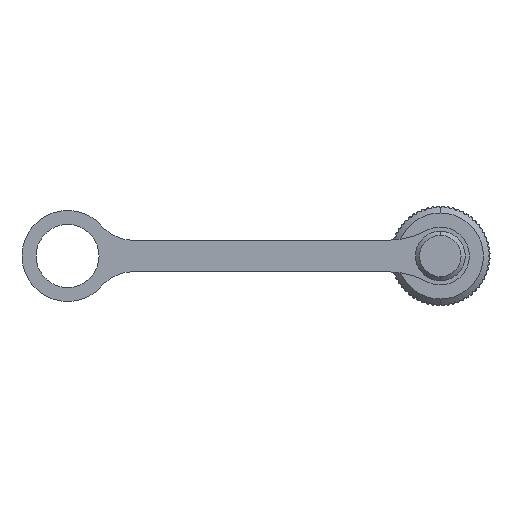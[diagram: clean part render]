
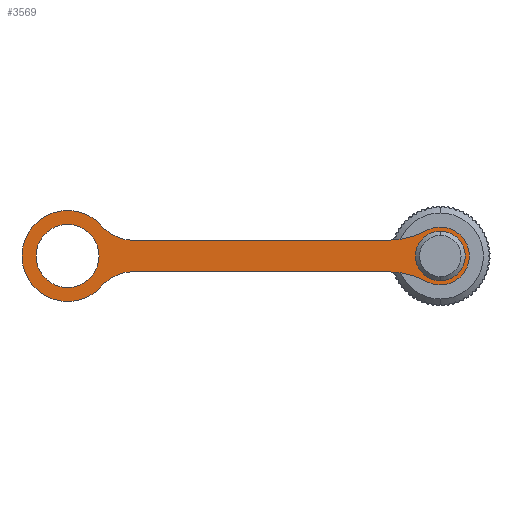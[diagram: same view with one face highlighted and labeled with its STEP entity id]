
A CAD part, left-side view. The second image highlights one B-rep face of the part: STEP entity #3569.
In plain terms, the highlighted planar face has unit normal (-1, 0, 0).
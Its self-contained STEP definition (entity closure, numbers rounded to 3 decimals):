
#638 = EDGE_CURVE ( 'NONE', #15064, #8897, #17004, .T. ) ;
#727 = EDGE_CURVE ( 'NONE', #7488, #8676, #16168, .T. ) ;
#761 = CARTESIAN_POINT ( 'NONE',  ( -6.965, -0.166, 16. ) ) ;
#774 = AXIS2_PLACEMENT_3D ( 'NONE', #11956, #3289, #13383 ) ;
#1399 = FACE_OUTER_BOUND ( 'NONE', #6112, .T. ) ;
#1529 = AXIS2_PLACEMENT_3D ( 'NONE', #4049, #4020, #3994 ) ;
#1767 = ORIENTED_EDGE ( 'NONE', *, *, #6430, .T. ) ;
#1814 = DIRECTION ( 'NONE',  ( 0., 0., -1. ) ) ;
#1829 = DIRECTION ( 'NONE',  ( 1., 0., 0. ) ) ;
#1841 = AXIS2_PLACEMENT_3D ( 'NONE', #4955, #4562, #4536 ) ;
#1879 = CARTESIAN_POINT ( 'NONE',  ( -6.965, -0.166, 16. ) ) ;
#1924 = DIRECTION ( 'NONE',  ( 0., 1., 0. ) ) ;
#2079 = ORIENTED_EDGE ( 'NONE', *, *, #5575, .T. ) ;
#2088 = CIRCLE ( 'NONE', #15000, 10. ) ;
#2091 = DIRECTION ( 'NONE',  ( 0., 0., -1. ) ) ;
#2116 = ORIENTED_EDGE ( 'NONE', *, *, #5358, .F. ) ;
#2152 = DIRECTION ( 'NONE',  ( 1., 0., 0. ) ) ;
#2174 = DIRECTION ( 'NONE',  ( 0., 0., 1. ) ) ;
#2209 = CARTESIAN_POINT ( 'NONE',  ( -6.965, 44.834, 16. ) ) ;
#2508 = VERTEX_POINT ( 'NONE', #15234 ) ;
#3023 = CARTESIAN_POINT ( 'NONE',  ( -6.965, 40.688, 12.386 ) ) ;
#3105 = DIRECTION ( 'NONE',  ( 1., 0., 0. ) ) ;
#3113 = AXIS2_PLACEMENT_3D ( 'NONE', #4858, #4847, #4821 ) ;
#3230 = EDGE_CURVE ( 'NONE', #12829, #17231, #2088, .T. ) ;
#3289 = DIRECTION ( 'NONE',  ( 1., 0., 0. ) ) ;
#3461 = CARTESIAN_POINT ( 'NONE',  ( -6.965, 44.834, 16. ) ) ;
#3569 = ADVANCED_FACE ( 'NONE', ( #1399, #12464, #4773 ), #5178, .T. ) ;
#3589 = LINE ( 'NONE', #17363, #11294 ) ;
#3848 = VERTEX_POINT ( 'NONE', #16883 ) ;
#3971 = AXIS2_PLACEMENT_3D ( 'NONE', #13986, #5365, #15347 ) ;
#3994 = DIRECTION ( 'NONE',  ( 0., 0., -1. ) ) ;
#4020 = DIRECTION ( 'NONE',  ( 1., 0., 0. ) ) ;
#4049 = CARTESIAN_POINT ( 'NONE',  ( -6.965, 36.919, 9.1 ) ) ;
#4142 = VERTEX_POINT ( 'NONE', #14727 ) ;
#4268 = DIRECTION ( 'NONE',  ( 1., 0., 0. ) ) ;
#4275 = EDGE_CURVE ( 'NONE', #10457, #2508, #16088, .T. ) ;
#4297 = CIRCLE ( 'NONE', #774, 5. ) ;
#4467 = ORIENTED_EDGE ( 'NONE', *, *, #15839, .T. ) ;
#4479 = CIRCLE ( 'NONE', #7257, 3.8 ) ;
#4489 = ORIENTED_EDGE ( 'NONE', *, *, #16167, .T. ) ;
#4536 = DIRECTION ( 'NONE',  ( 0., 0., 1. ) ) ;
#4562 = DIRECTION ( 'NONE',  ( -1., 0., 0. ) ) ;
#4773 = FACE_BOUND ( 'NONE', #7251, .T. ) ;
#4821 = DIRECTION ( 'NONE',  ( 0., 0., -1. ) ) ;
#4847 = DIRECTION ( 'NONE',  ( 1., 0., 0. ) ) ;
#4858 = CARTESIAN_POINT ( 'NONE',  ( -6.965, 6.209, 4.1 ) ) ;
#4896 = DIRECTION ( 'NONE',  ( 0., 0., 1. ) ) ;
#4955 = CARTESIAN_POINT ( 'NONE',  ( -6.965, -0.166, 16. ) ) ;
#5178 = PLANE ( 'NONE',  #1841 ) ;
#5181 = AXIS2_PLACEMENT_3D ( 'NONE', #11778, #3105, #13207 ) ;
#5203 = AXIS2_PLACEMENT_3D ( 'NONE', #18229, #18201, #18197 ) ;
#5213 = EDGE_CURVE ( 'NONE', #2508, #10311, #12651, .T. ) ;
#5358 = EDGE_CURVE ( 'NONE', #4142, #8897, #3589, .T. ) ;
#5365 = DIRECTION ( 'NONE',  ( 1., 0., 0. ) ) ;
#5415 = CIRCLE ( 'NONE', #3971, 3. ) ;
#5575 = EDGE_CURVE ( 'NONE', #14347, #15389, #11961, .T. ) ;
#6112 = EDGE_LOOP ( 'NONE', ( #15210, #7277, #2116, #1767, #10924, #10564, #7867, #12856, #15242, #4489, #6744, #14866 ) ) ;
#6373 = AXIS2_PLACEMENT_3D ( 'NONE', #1879, #1829, #1814 ) ;
#6382 = CARTESIAN_POINT ( 'NONE',  ( -6.965, 6.209, 17.9 ) ) ;
#6430 = EDGE_CURVE ( 'NONE', #4142, #16639, #17121, .T. ) ;
#6716 = CARTESIAN_POINT ( 'NONE',  ( -6.965, 44.834, 12.2 ) ) ;
#6744 = ORIENTED_EDGE ( 'NONE', *, *, #5213, .F. ) ;
#6807 = AXIS2_PLACEMENT_3D ( 'NONE', #13701, #13586, #13555 ) ;
#6874 = CARTESIAN_POINT ( 'NONE',  ( -6.965, -0.166, 13. ) ) ;
#7005 = VERTEX_POINT ( 'NONE', #7440 ) ;
#7175 = CARTESIAN_POINT ( 'NONE',  ( -6.965, 1.487, 12.915 ) ) ;
#7251 = EDGE_LOOP ( 'NONE', ( #2079, #10921 ) ) ;
#7257 = AXIS2_PLACEMENT_3D ( 'NONE', #3461, #13552, #4896 ) ;
#7277 = ORIENTED_EDGE ( 'NONE', *, *, #638, .T. ) ;
#7319 = EDGE_CURVE ( 'NONE', #15389, #14347, #4479, .T. ) ;
#7440 = CARTESIAN_POINT ( 'NONE',  ( -6.965, -0.166, 19. ) ) ;
#7488 = VERTEX_POINT ( 'NONE', #12496 ) ;
#7526 = CARTESIAN_POINT ( 'NONE',  ( -6.965, 44.834, 16. ) ) ;
#7761 = CARTESIAN_POINT ( 'NONE',  ( -6.965, 1.487, 19.085 ) ) ;
#7867 = ORIENTED_EDGE ( 'NONE', *, *, #8186, .F. ) ;
#7978 = CARTESIAN_POINT ( 'NONE',  ( -6.965, 40.688, 19.614 ) ) ;
#8186 = EDGE_CURVE ( 'NONE', #12829, #7488, #16861, .T. ) ;
#8399 = EDGE_CURVE ( 'NONE', #7005, #12420, #17941, .T. ) ;
#8676 = VERTEX_POINT ( 'NONE', #16763 ) ;
#8897 = VERTEX_POINT ( 'NONE', #8925 ) ;
#8925 = CARTESIAN_POINT ( 'NONE',  ( -6.965, 36.919, 14.1 ) ) ;
#8961 = DIRECTION ( 'NONE',  ( 0., 0., -1. ) ) ;
#9386 = EDGE_CURVE ( 'NONE', #15064, #10457, #11037, .T. ) ;
#10311 = VERTEX_POINT ( 'NONE', #7978 ) ;
#10457 = VERTEX_POINT ( 'NONE', #14142 ) ;
#10564 = ORIENTED_EDGE ( 'NONE', *, *, #727, .F. ) ;
#10823 = DIRECTION ( 'NONE',  ( 1., 0., 0. ) ) ;
#10869 = EDGE_LOOP ( 'NONE', ( #14921, #4467 ) ) ;
#10903 = AXIS2_PLACEMENT_3D ( 'NONE', #7526, #17324, #8961 ) ;
#10914 = DIRECTION ( 'NONE',  ( 0., 0., -1. ) ) ;
#10921 = ORIENTED_EDGE ( 'NONE', *, *, #7319, .T. ) ;
#10924 = ORIENTED_EDGE ( 'NONE', *, *, #15380, .F. ) ;
#11037 = CIRCLE ( 'NONE', #10903, 5.5 ) ;
#11039 = DIRECTION ( 'NONE',  ( 1., 0., 0. ) ) ;
#11081 = CARTESIAN_POINT ( 'NONE',  ( -6.965, 6.209, 27.9 ) ) ;
#11269 = VECTOR ( 'NONE', #1924, 1000. ) ;
#11294 = VECTOR ( 'NONE', #17223, 1000. ) ;
#11487 = CARTESIAN_POINT ( 'NONE',  ( -6.965, 44.834, 19.8 ) ) ;
#11778 = CARTESIAN_POINT ( 'NONE',  ( -6.965, -0.166, 16. ) ) ;
#11956 = CARTESIAN_POINT ( 'NONE',  ( -6.965, 36.919, 22.9 ) ) ;
#11961 = CIRCLE ( 'NONE', #6807, 3.8 ) ;
#12016 = CARTESIAN_POINT ( 'NONE',  ( -6.965, -0.166, 17.9 ) ) ;
#12420 = VERTEX_POINT ( 'NONE', #6874 ) ;
#12464 = FACE_BOUND ( 'NONE', #10869, .T. ) ;
#12496 = CARTESIAN_POINT ( 'NONE',  ( -6.965, -0.166, 19.5 ) ) ;
#12651 = CIRCLE ( 'NONE', #5203, 5.5 ) ;
#12829 = VERTEX_POINT ( 'NONE', #7761 ) ;
#12856 = ORIENTED_EDGE ( 'NONE', *, *, #3230, .T. ) ;
#12943 = CARTESIAN_POINT ( 'NONE',  ( -6.965, -0.166, 16. ) ) ;
#13207 = DIRECTION ( 'NONE',  ( 0., 0., -1. ) ) ;
#13383 = DIRECTION ( 'NONE',  ( 0., 0., -1. ) ) ;
#13552 = DIRECTION ( 'NONE',  ( 1., 0., 0. ) ) ;
#13555 = DIRECTION ( 'NONE',  ( 0., 0., 1. ) ) ;
#13586 = DIRECTION ( 'NONE',  ( 1., 0., 0. ) ) ;
#13701 = CARTESIAN_POINT ( 'NONE',  ( -6.965, 44.834, 16. ) ) ;
#13986 = CARTESIAN_POINT ( 'NONE',  ( -6.965, -0.166, 16. ) ) ;
#14142 = CARTESIAN_POINT ( 'NONE',  ( -6.965, 44.834, 10.5 ) ) ;
#14307 = DIRECTION ( 'NONE',  ( 0., 0., -1. ) ) ;
#14347 = VERTEX_POINT ( 'NONE', #6716 ) ;
#14681 = EDGE_CURVE ( 'NONE', #17231, #3848, #17299, .T. ) ;
#14727 = CARTESIAN_POINT ( 'NONE',  ( -6.965, 6.209, 14.1 ) ) ;
#14866 = ORIENTED_EDGE ( 'NONE', *, *, #4275, .F. ) ;
#14894 = AXIS2_PLACEMENT_3D ( 'NONE', #2209, #2152, #2091 ) ;
#14921 = ORIENTED_EDGE ( 'NONE', *, *, #8399, .T. ) ;
#15000 = AXIS2_PLACEMENT_3D ( 'NONE', #11081, #11039, #10914 ) ;
#15064 = VERTEX_POINT ( 'NONE', #3023 ) ;
#15210 = ORIENTED_EDGE ( 'NONE', *, *, #9386, .F. ) ;
#15234 = CARTESIAN_POINT ( 'NONE',  ( -6.965, 44.834, 21.5 ) ) ;
#15242 = ORIENTED_EDGE ( 'NONE', *, *, #14681, .T. ) ;
#15347 = DIRECTION ( 'NONE',  ( 0., 0., 1. ) ) ;
#15380 = EDGE_CURVE ( 'NONE', #8676, #16639, #17372, .T. ) ;
#15389 = VERTEX_POINT ( 'NONE', #11487 ) ;
#15839 = EDGE_CURVE ( 'NONE', #12420, #7005, #5415, .T. ) ;
#16088 = CIRCLE ( 'NONE', #14894, 5.5 ) ;
#16167 = EDGE_CURVE ( 'NONE', #3848, #10311, #4297, .T. ) ;
#16168 = CIRCLE ( 'NONE', #6373, 3.5 ) ;
#16639 = VERTEX_POINT ( 'NONE', #7175 ) ;
#16763 = CARTESIAN_POINT ( 'NONE',  ( -6.965, -0.166, 12.5 ) ) ;
#16861 = CIRCLE ( 'NONE', #5181, 3.5 ) ;
#16883 = CARTESIAN_POINT ( 'NONE',  ( -6.965, 36.919, 17.9 ) ) ;
#17004 = CIRCLE ( 'NONE', #1529, 5. ) ;
#17121 = CIRCLE ( 'NONE', #3113, 10. ) ;
#17223 = DIRECTION ( 'NONE',  ( 0., 1., 0. ) ) ;
#17231 = VERTEX_POINT ( 'NONE', #6382 ) ;
#17299 = LINE ( 'NONE', #12016, #11269 ) ;
#17324 = DIRECTION ( 'NONE',  ( 1., 0., 0. ) ) ;
#17363 = CARTESIAN_POINT ( 'NONE',  ( -6.965, -0.166, 14.1 ) ) ;
#17372 = CIRCLE ( 'NONE', #17953, 3.5 ) ;
#17491 = AXIS2_PLACEMENT_3D ( 'NONE', #761, #10823, #2174 ) ;
#17941 = CIRCLE ( 'NONE', #17491, 3. ) ;
#17953 = AXIS2_PLACEMENT_3D ( 'NONE', #12943, #4268, #14307 ) ;
#18197 = DIRECTION ( 'NONE',  ( 0., 0., -1. ) ) ;
#18201 = DIRECTION ( 'NONE',  ( 1., 0., 0. ) ) ;
#18229 = CARTESIAN_POINT ( 'NONE',  ( -6.965, 44.834, 16. ) ) ;
